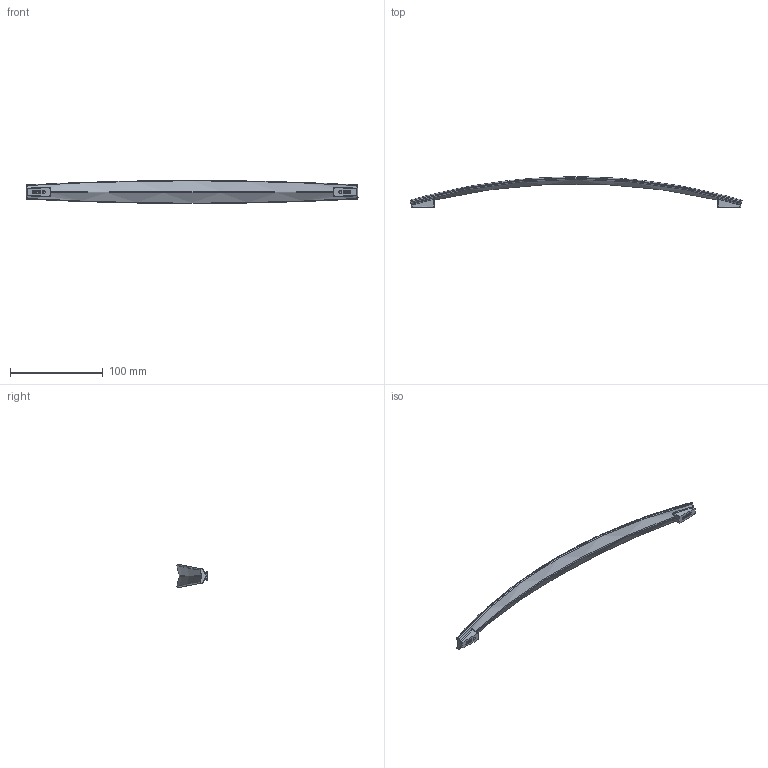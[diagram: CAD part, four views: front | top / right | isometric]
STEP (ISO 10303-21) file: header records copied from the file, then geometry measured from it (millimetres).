
FILE_DESCRIPTION(('Creo Elements/Direct Modeling STEP Export'),'2;1');
FILE_NAME('2199-359.stp','2018-02-28T 7:33:59',(''),(''),'Creo Elements/Direct Modeling STEP processor for AP214 (Solid Model)','Creo Elements/Direct Modeling 20.0 12-Nov-2016 (C) Parametric Technology GmbH','');
FILE_SCHEMA(('AUTOMOTIVE_DESIGN { 1 0 10303 214 1 1 1 1 }'));
Length unit declared in the file: millimetre
Products named in the file (2): 2199_359
Assembly tree (1 placements, depth 2):
  2199_359
    2199_359
Bounding box: 358.83 x 32.78 x 24.86 mm (x, y, z)
Volume: 32393.2 mm3; surface area: 18979.5 mm2
Topology: 1 solids, 1 shells, 547 faces, 1527 edges, 994 vertices
Faces by surface type: plane 435, cylinder 52, bspline 50, cone 8, torus 2
Entity records: 24457 total; most frequent: CARTESIAN_POINT 10723, ORIENTED_EDGE 3042, DIRECTION 2501, EDGE_CURVE 1521, VECTOR 1315, LINE 1315, VERTEX_POINT 994, AXIS2_PLACEMENT_3D 593
